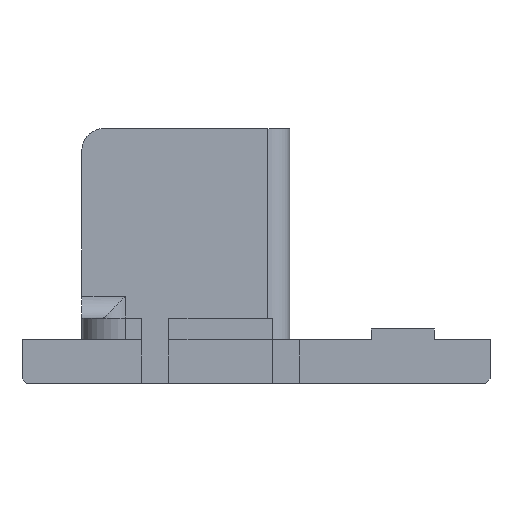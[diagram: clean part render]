
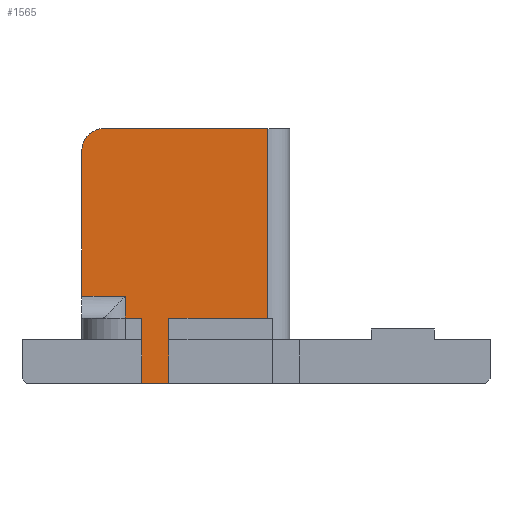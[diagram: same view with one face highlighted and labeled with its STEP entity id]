
A CAD part, front view. The second image highlights one B-rep face of the part: STEP entity #1565.
In plain terms, the highlighted planar face has unit normal (0, -1, 0).
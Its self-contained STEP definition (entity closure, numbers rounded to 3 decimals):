
#19 = CARTESIAN_POINT ( 'NONE',  ( -24., -28., 0. ) ) ;
#20 = DIRECTION ( 'NONE',  ( 1., 0., 0. ) ) ;
#26 = DIRECTION ( 'NONE',  ( 0., 0., -1. ) ) ;
#68 = PLANE ( 'NONE',  #1043 ) ;
#104 = LINE ( 'NONE', #2443, #1301 ) ;
#143 = ORIENTED_EDGE ( 'NONE', *, *, #2848, .T. ) ;
#160 = CARTESIAN_POINT ( 'NONE',  ( -21.5, -28., 0. ) ) ;
#172 = VERTEX_POINT ( 'NONE', #160 ) ;
#186 = ORIENTED_EDGE ( 'NONE', *, *, #334, .T. ) ;
#235 = DIRECTION ( 'NONE',  ( 0., 0., -1. ) ) ;
#250 = VECTOR ( 'NONE', #2469, 1000. ) ;
#312 = ORIENTED_EDGE ( 'NONE', *, *, #910, .T. ) ;
#320 = CARTESIAN_POINT ( 'NONE',  ( -24., -28., 6. ) ) ;
#332 = AXIS2_PLACEMENT_3D ( 'NONE', #1054, #567, #1334 ) ;
#334 = EDGE_CURVE ( 'NONE', #1552, #2765, #852, .T. ) ;
#346 = VERTEX_POINT ( 'NONE', #1337 ) ;
#367 = CARTESIAN_POINT ( 'NONE',  ( -24., -28., 8. ) ) ;
#454 = LINE ( 'NONE', #1493, #726 ) ;
#468 = VECTOR ( 'NONE', #1569, 1000. ) ;
#496 = VECTOR ( 'NONE', #26, 1000. ) ;
#504 = CARTESIAN_POINT ( 'NONE',  ( -25.5, -28., 6. ) ) ;
#509 = EDGE_CURVE ( 'NONE', #2765, #850, #2197, .T. ) ;
#567 = DIRECTION ( 'NONE',  ( 0., -1., 0. ) ) ;
#615 = CARTESIAN_POINT ( 'NONE',  ( -27.5, -28., 23.4 ) ) ;
#651 = CARTESIAN_POINT ( 'NONE',  ( -21.5, -28., 0. ) ) ;
#726 = VECTOR ( 'NONE', #2976, 1000. ) ;
#729 = EDGE_CURVE ( 'NONE', #172, #2275, #2347, .T. ) ;
#732 = ORIENTED_EDGE ( 'NONE', *, *, #509, .T. ) ;
#799 = CARTESIAN_POINT ( 'NONE',  ( -25.5, -28., 8. ) ) ;
#828 = CARTESIAN_POINT ( 'NONE',  ( -12.4, -28., 4. ) ) ;
#850 = VERTEX_POINT ( 'NONE', #615 ) ;
#851 = EDGE_CURVE ( 'NONE', #2480, #2546, #1070, .T. ) ;
#852 = LINE ( 'NONE', #3104, #468 ) ;
#854 = EDGE_CURVE ( 'NONE', #850, #2480, #1780, .T. ) ;
#901 = LINE ( 'NONE', #651, #2322 ) ;
#910 = EDGE_CURVE ( 'NONE', #172, #346, #901, .T. ) ;
#1043 = AXIS2_PLACEMENT_3D ( 'NONE', #19, #2323, #1797 ) ;
#1054 = CARTESIAN_POINT ( 'NONE',  ( -27.5, -28., 21.4 ) ) ;
#1070 = LINE ( 'NONE', #2574, #496 ) ;
#1283 = ORIENTED_EDGE ( 'NONE', *, *, #854, .T. ) ;
#1293 = FACE_OUTER_BOUND ( 'NONE', #1310, .T. ) ;
#1301 = VECTOR ( 'NONE', #2120, 1000. ) ;
#1310 = EDGE_LOOP ( 'NONE', ( #2308, #3279, #143, #3274, #2289, #312, #2061, #186, #732, #1283, #2933 ) ) ;
#1334 = DIRECTION ( 'NONE',  ( 0., 0., 1. ) ) ;
#1337 = CARTESIAN_POINT ( 'NONE',  ( -21.5, -28., 4. ) ) ;
#1422 = LINE ( 'NONE', #367, #1645 ) ;
#1427 = CARTESIAN_POINT ( 'NONE',  ( -29.5, -28., 8. ) ) ;
#1455 = EDGE_CURVE ( 'NONE', #1552, #346, #454, .T. ) ;
#1493 = CARTESIAN_POINT ( 'NONE',  ( -10.4, -28., 4. ) ) ;
#1504 = LINE ( 'NONE', #2199, #3079 ) ;
#1552 = VERTEX_POINT ( 'NONE', #828 ) ;
#1565 = ADVANCED_FACE ( 'NONE', ( #1293 ), #68, .F. ) ;
#1569 = DIRECTION ( 'NONE',  ( 0., 0., 1. ) ) ;
#1645 = VECTOR ( 'NONE', #2408, 1000. ) ;
#1670 = CARTESIAN_POINT ( 'NONE',  ( -10.4, -28., 23.4 ) ) ;
#1683 = EDGE_CURVE ( 'NONE', #2275, #3178, #104, .T. ) ;
#1780 = CIRCLE ( 'NONE', #332, 2. ) ;
#1797 = DIRECTION ( 'NONE',  ( 0., 0., 1. ) ) ;
#1846 = VECTOR ( 'NONE', #2066, 1000. ) ;
#1911 = EDGE_CURVE ( 'NONE', #2843, #3054, #1504, .T. ) ;
#2061 = ORIENTED_EDGE ( 'NONE', *, *, #1455, .F. ) ;
#2066 = DIRECTION ( 'NONE',  ( -1., 0., 0. ) ) ;
#2105 = CARTESIAN_POINT ( 'NONE',  ( -12.4, -28., 23.4 ) ) ;
#2120 = DIRECTION ( 'NONE',  ( 0., 0., 1. ) ) ;
#2161 = DIRECTION ( 'NONE',  ( 0., 0., 1. ) ) ;
#2197 = LINE ( 'NONE', #1670, #250 ) ;
#2199 = CARTESIAN_POINT ( 'NONE',  ( -25.5, -28., 0. ) ) ;
#2275 = VERTEX_POINT ( 'NONE', #2817 ) ;
#2289 = ORIENTED_EDGE ( 'NONE', *, *, #729, .F. ) ;
#2308 = ORIENTED_EDGE ( 'NONE', *, *, #2891, .T. ) ;
#2322 = VECTOR ( 'NONE', #2161, 1000. ) ;
#2323 = DIRECTION ( 'NONE',  ( 0., 1., 0. ) ) ;
#2347 = LINE ( 'NONE', #2869, #1846 ) ;
#2392 = CARTESIAN_POINT ( 'NONE',  ( -29.5, -28., 21.4 ) ) ;
#2408 = DIRECTION ( 'NONE',  ( 1., 0., 0. ) ) ;
#2443 = CARTESIAN_POINT ( 'NONE',  ( -24., -28., 0. ) ) ;
#2469 = DIRECTION ( 'NONE',  ( -1., 0., 0. ) ) ;
#2480 = VERTEX_POINT ( 'NONE', #2392 ) ;
#2546 = VERTEX_POINT ( 'NONE', #1427 ) ;
#2574 = CARTESIAN_POINT ( 'NONE',  ( -29.5, -28., 23.4 ) ) ;
#2612 = LINE ( 'NONE', #320, #2968 ) ;
#2765 = VERTEX_POINT ( 'NONE', #2105 ) ;
#2817 = CARTESIAN_POINT ( 'NONE',  ( -24., -28., 0. ) ) ;
#2843 = VERTEX_POINT ( 'NONE', #799 ) ;
#2848 = EDGE_CURVE ( 'NONE', #3054, #3178, #2612, .T. ) ;
#2856 = CARTESIAN_POINT ( 'NONE',  ( -24., -28., 6. ) ) ;
#2869 = CARTESIAN_POINT ( 'NONE',  ( -24., -28., 0. ) ) ;
#2891 = EDGE_CURVE ( 'NONE', #2546, #2843, #1422, .T. ) ;
#2933 = ORIENTED_EDGE ( 'NONE', *, *, #851, .T. ) ;
#2968 = VECTOR ( 'NONE', #20, 1000. ) ;
#2976 = DIRECTION ( 'NONE',  ( -1., 0., 0. ) ) ;
#3054 = VERTEX_POINT ( 'NONE', #504 ) ;
#3079 = VECTOR ( 'NONE', #235, 1000. ) ;
#3104 = CARTESIAN_POINT ( 'NONE',  ( -12.4, -28., 0. ) ) ;
#3178 = VERTEX_POINT ( 'NONE', #2856 ) ;
#3274 = ORIENTED_EDGE ( 'NONE', *, *, #1683, .F. ) ;
#3279 = ORIENTED_EDGE ( 'NONE', *, *, #1911, .T. ) ;
